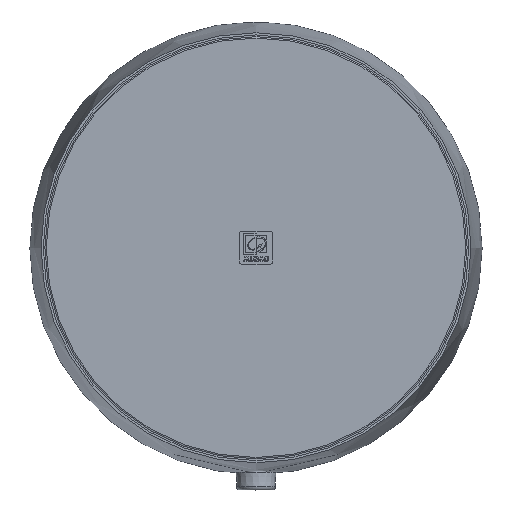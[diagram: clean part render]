
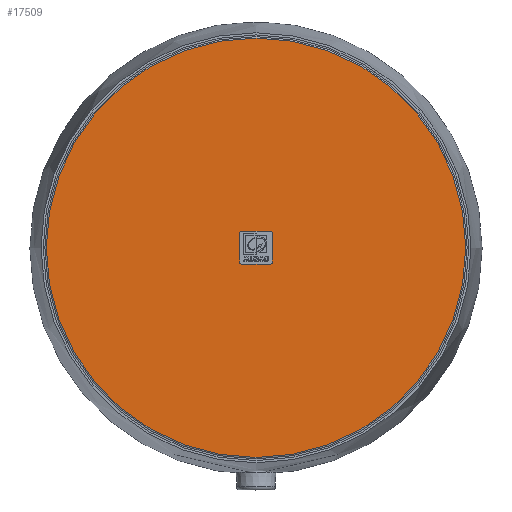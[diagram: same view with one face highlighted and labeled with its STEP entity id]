
A CAD part, top view. The second image highlights one B-rep face of the part: STEP entity #17509.
In plain terms, the highlighted planar face has unit normal (0, 0, 1).
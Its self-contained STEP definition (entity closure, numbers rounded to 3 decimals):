
#1081=FACE_BOUND('',#3259,.T.);
#1409=PLANE('',#18718);
#2246=FACE_OUTER_BOUND('',#3258,.T.);
#3258=EDGE_LOOP('',(#14384));
#3259=EDGE_LOOP('',(#14385,#14386,#14387,#14388,#14389,#14390,#14391,#14392));
#4579=LINE('',#36042,#5814);
#4580=LINE('',#36046,#5815);
#4581=LINE('',#36050,#5816);
#4582=LINE('',#36053,#5817);
#5814=VECTOR('',#21818,10.);
#5815=VECTOR('',#21821,10.);
#5816=VECTOR('',#21824,10.);
#5817=VECTOR('',#21827,10.);
#6514=CIRCLE('',#18719,95.6);
#6515=CIRCLE('',#18720,1.);
#6516=CIRCLE('',#18721,1.);
#6517=CIRCLE('',#18722,1.);
#6518=CIRCLE('',#18723,1.);
#7857=VERTEX_POINT('',#36036);
#7858=VERTEX_POINT('',#36038);
#7859=VERTEX_POINT('',#36039);
#7860=VERTEX_POINT('',#36041);
#7861=VERTEX_POINT('',#36043);
#7862=VERTEX_POINT('',#36045);
#7863=VERTEX_POINT('',#36047);
#7864=VERTEX_POINT('',#36049);
#7865=VERTEX_POINT('',#36051);
#10118=EDGE_CURVE('',#7857,#7857,#6514,.T.);
#10119=EDGE_CURVE('',#7858,#7859,#6515,.T.);
#10120=EDGE_CURVE('',#7859,#7860,#4579,.T.);
#10121=EDGE_CURVE('',#7860,#7861,#6516,.T.);
#10122=EDGE_CURVE('',#7861,#7862,#4580,.T.);
#10123=EDGE_CURVE('',#7862,#7863,#6517,.T.);
#10124=EDGE_CURVE('',#7863,#7864,#4581,.T.);
#10125=EDGE_CURVE('',#7864,#7865,#6518,.T.);
#10126=EDGE_CURVE('',#7865,#7858,#4582,.T.);
#14384=ORIENTED_EDGE('',*,*,#10118,.F.);
#14385=ORIENTED_EDGE('',*,*,#10119,.T.);
#14386=ORIENTED_EDGE('',*,*,#10120,.T.);
#14387=ORIENTED_EDGE('',*,*,#10121,.T.);
#14388=ORIENTED_EDGE('',*,*,#10122,.T.);
#14389=ORIENTED_EDGE('',*,*,#10123,.T.);
#14390=ORIENTED_EDGE('',*,*,#10124,.T.);
#14391=ORIENTED_EDGE('',*,*,#10125,.T.);
#14392=ORIENTED_EDGE('',*,*,#10126,.T.);
#17509=ADVANCED_FACE('',(#2246,#1081),#1409,.T.);
#18718=AXIS2_PLACEMENT_3D('',#36035,#21812,#21813);
#18719=AXIS2_PLACEMENT_3D('',#36037,#21814,#21815);
#18720=AXIS2_PLACEMENT_3D('',#36040,#21816,#21817);
#18721=AXIS2_PLACEMENT_3D('',#36044,#21819,#21820);
#18722=AXIS2_PLACEMENT_3D('',#36048,#21822,#21823);
#18723=AXIS2_PLACEMENT_3D('',#36052,#21825,#21826);
#21812=DIRECTION('center_axis',(0.,0.,
1.));
#21813=DIRECTION('ref_axis',(1.,0.,0.));
#21814=DIRECTION('center_axis',(0.,0.,
-1.));
#21815=DIRECTION('ref_axis',(-1.,0.,0.));
#21816=DIRECTION('center_axis',(0.,0.,
-1.));
#21817=DIRECTION('ref_axis',(0.707,0.707,0.));
#21818=DIRECTION('',(0.,-1.,0.));
#21819=DIRECTION('center_axis',(0.,0.,
-1.));
#21820=DIRECTION('ref_axis',(0.707,-0.707,0.));
#21821=DIRECTION('',(-1.,0.,0.));
#21822=DIRECTION('center_axis',(0.,0.,
-1.));
#21823=DIRECTION('ref_axis',(-0.707,-0.707,0.));
#21824=DIRECTION('',(0.,1.,0.));
#21825=DIRECTION('center_axis',(0.,0.,
-1.));
#21826=DIRECTION('ref_axis',(-0.707,0.707,0.));
#21827=DIRECTION('',(1.,0.,0.));
#36035=CARTESIAN_POINT('Origin',(0.,0.,
95.1));
#36036=CARTESIAN_POINT('',(-95.6,0.,95.1));
#36037=CARTESIAN_POINT('Origin',(0.,0.,
95.1));
#36038=CARTESIAN_POINT('',(6.5,7.5,95.1));
#36039=CARTESIAN_POINT('',(7.5,6.5,95.1));
#36040=CARTESIAN_POINT('Origin',(6.5,6.5,95.1));
#36041=CARTESIAN_POINT('',(7.5,-6.5,95.1));
#36042=CARTESIAN_POINT('',(7.5,-3.75,95.1));
#36043=CARTESIAN_POINT('',(6.5,-7.5,95.1));
#36044=CARTESIAN_POINT('Origin',(6.5,-6.5,95.1));
#36045=CARTESIAN_POINT('',(-6.5,-7.5,95.1));
#36046=CARTESIAN_POINT('',(-3.75,-7.5,95.1));
#36047=CARTESIAN_POINT('',(-7.5,-6.5,95.1));
#36048=CARTESIAN_POINT('Origin',(-6.5,-6.5,95.1));
#36049=CARTESIAN_POINT('',(-7.5,6.5,95.1));
#36050=CARTESIAN_POINT('',(-7.5,3.75,95.1));
#36051=CARTESIAN_POINT('',(-6.5,7.5,95.1));
#36052=CARTESIAN_POINT('Origin',(-6.5,6.5,95.1));
#36053=CARTESIAN_POINT('',(3.75,7.5,95.1));
